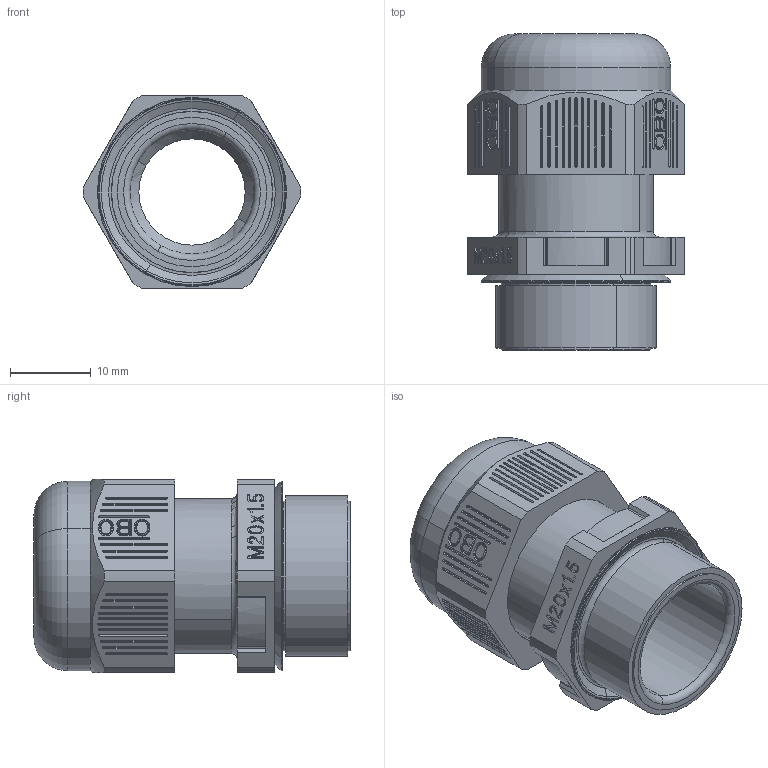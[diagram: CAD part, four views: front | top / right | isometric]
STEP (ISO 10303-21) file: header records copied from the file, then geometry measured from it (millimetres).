
FILE_DESCRIPTION((''),'2;1');
FILE_NAME('2022902_ASM','2012-12-10T',('AndreasKeweloh'),(''),'PRO/ENGINEER BY PARAMETRIC TECHNOLOGY CORPORATION, 2012230','PRO/ENGINEER BY PARAMETRIC TECHNOLOGY CORPORATION, 2012230','');
FILE_SCHEMA(('CONFIG_CONTROL_DESIGN'));
Length unit declared in the file: millimetre
Products named in the file (3): 2022902HUTMUTTER-M20; 2022902ZWISCHENSTUTZEN; 2022902_ASM
Assembly tree (2 placements, depth 2):
  2022902_ASM
    2022902HUTMUTTER-M20
    2022902ZWISCHENSTUTZEN
Bounding box: 27 x 39.25 x 24 mm (x, y, z)
Volume: 7990.9 mm3; surface area: 7411.7 mm2
Topology: 2 solids, 2 shells, 945 faces, 2490 edges, 1654 vertices
Faces by surface type: plane 679, cone 188, cylinder 56, torus 22
Entity records: 29772 total; most frequent: CARTESIAN_POINT 6219, ORIENTED_EDGE 4980, DIRECTION 4664, EDGE_CURVE 2490, VECTOR 1730, LINE 1730, VERTEX_POINT 1654, AXIS2_PLACEMENT_3D 1467
